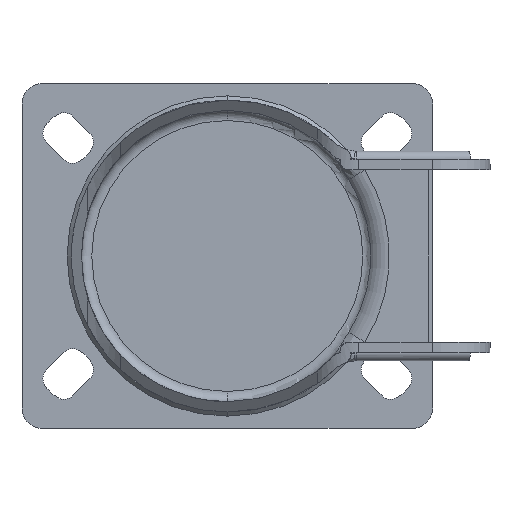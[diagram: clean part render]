
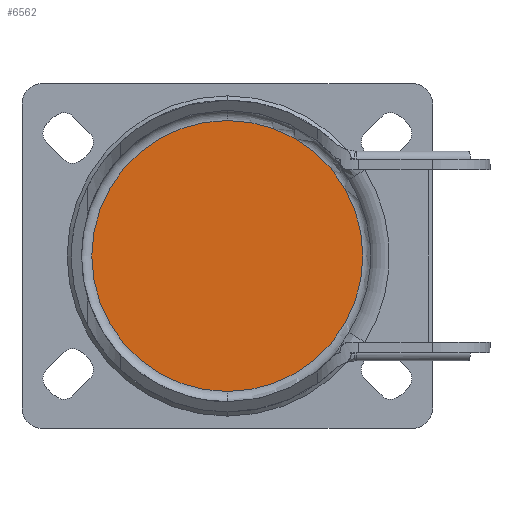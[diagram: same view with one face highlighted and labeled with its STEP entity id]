
A CAD part, front view. The second image highlights one B-rep face of the part: STEP entity #6562.
In plain terms, the highlighted planar face has unit normal (0, -1, 0).
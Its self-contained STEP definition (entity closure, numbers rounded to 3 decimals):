
#111 = CARTESIAN_POINT ( 'NONE',  ( 0., 80., -33. ) ) ;
#191 = AXIS2_PLACEMENT_3D ( 'NONE', #5759, #878, #3600 ) ;
#878 = DIRECTION ( 'NONE',  ( 0., -1., 0. ) ) ;
#1042 = FACE_OUTER_BOUND ( 'NONE', #3277, .T. ) ;
#1073 = PLANE ( 'NONE',  #6556 ) ;
#1080 = CIRCLE ( 'NONE', #191, 33. ) ;
#1333 = ORIENTED_EDGE ( 'NONE', *, *, #2709, .T. ) ;
#1539 = DIRECTION ( 'NONE',  ( 0., 0., 1. ) ) ;
#1800 = VERTEX_POINT ( 'NONE', #111 ) ;
#2245 = AXIS2_PLACEMENT_3D ( 'NONE', #5049, #4164, #5184 ) ;
#2709 = EDGE_CURVE ( 'NONE', #1800, #5491, #1080, .T. ) ;
#3209 = DIRECTION ( 'NONE',  ( 0., 1., 0. ) ) ;
#3277 = EDGE_LOOP ( 'NONE', ( #6150, #1333 ) ) ;
#3395 = CARTESIAN_POINT ( 'NONE',  ( 0., 80., 33. ) ) ;
#3600 = DIRECTION ( 'NONE',  ( 0., 0., 1. ) ) ;
#3812 = EDGE_CURVE ( 'NONE', #5491, #1800, #4691, .T. ) ;
#4164 = DIRECTION ( 'NONE',  ( 0., -1., 0. ) ) ;
#4691 = CIRCLE ( 'NONE', #2245, 33. ) ;
#5049 = CARTESIAN_POINT ( 'NONE',  ( 0., 80., 0. ) ) ;
#5184 = DIRECTION ( 'NONE',  ( 0., 0., 1. ) ) ;
#5353 = CARTESIAN_POINT ( 'NONE',  ( 0., 80., 0. ) ) ;
#5491 = VERTEX_POINT ( 'NONE', #3395 ) ;
#5759 = CARTESIAN_POINT ( 'NONE',  ( 0., 80., 0. ) ) ;
#6150 = ORIENTED_EDGE ( 'NONE', *, *, #3812, .T. ) ;
#6556 = AXIS2_PLACEMENT_3D ( 'NONE', #5353, #3209, #1539 ) ;
#6562 = ADVANCED_FACE ( 'NONE', ( #1042 ), #1073, .F. ) ;
